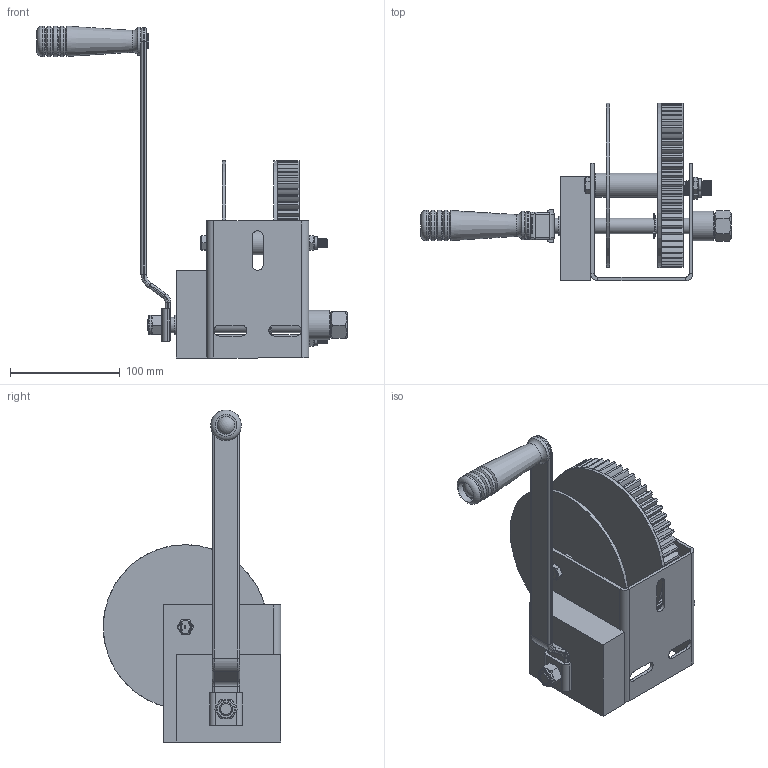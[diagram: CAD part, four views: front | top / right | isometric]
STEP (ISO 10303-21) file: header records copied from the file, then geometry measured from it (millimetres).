
FILE_DESCRIPTION(/* description */ ('GUINCHO'),/* implementation_level */ '2;1');
FILE_NAME(/* name */ 'Guincho Manual com freio.stp',/* time_stamp */ '2022-03-31T12:14:44-03:00',/* author */ ('Carretinha Imperial'),/* organization */ (''),/* preprocessor_version */ 'ST-DEVELOPER v17',/* originating_system */ 'Autodesk Inventor 2019',/* authorisation */ '');
FILE_SCHEMA (('AUTOMOTIVE_DESIGN { 1 0 10303 214 3 1 1 }'));
Length unit declared in the file: millimetre
Products named in the file (24): Guincho G2_F; manivela; eixo; Soudure; Pignon; Ensemble manivelle 260; Manivelle 130; Axe poignée; Poignée; Rondelle poignée; Plaque manivelle; Rondelle pignon; Segment d''arrêt radial; Coussinet; Ecrou H FR M12; Ecrou H FR M12_1; bague nylon M12; Corpo 02; DIN2448 - 26,9 x 2,9 - 20; ISO 4032 - M16; t01; Spur Gear2; DIN931M6S8C110; ISO 7042 - M8
Assembly tree (26 placements, depth 4):
  Guincho G2_F
    manivela
      eixo
      Soudure
      Pignon
      Ensemble manivelle 260
        Manivelle 130
        Axe poignée
        Poignée
        Rondelle poignée
        Plaque manivelle
        Rondelle pignon  x2
      Coussinet  x2
      Ecrou H FR M12
        Ecrou H FR M12_1
        bague nylon M12
    Corpo 02
    DIN2448 - 26,9 x 2,9 - 20
    ISO 4032 - M16
    t01
    Spur Gear2
    DIN931M6S8C110  x2
    ISO 7042 - M8  x2
  Segment d''arrêt radial
Bounding box: 282.9 x 162 x 302.88 mm (x, y, z)
Volume: 764385.5 mm3; surface area: 275961.9 mm2
Topology: 24 solids, 24 shells, 1413 faces, 3770 edges, 2474 vertices
Faces by surface type: plane 556, cylinder 458, bspline 308, cone 47, sphere 25, torus 19
Full cylindrical faces by diameter (mm): 6.647 x40, 8 x2, 9 x2, 10 x3, 10.25 x2, 11.6 x2, 11.63 x2, 12 x4, 13.835 x1, 14 x10, 15.5 x1, 16 x1, 16.5 x2, 17.8 x1, 18 x2, 20 x4, 21.1 x1, 22 x2, 26 x1, 26.9 x1, 28 x4, 100 x1, 150 x2
Entity records: 38570 total; most frequent: CARTESIAN_POINT 13215, ORIENTED_EDGE 5298, DIRECTION 4894, EDGE_CURVE 2649, AXIS2_PLACEMENT_3D 1808, VERTEX_POINT 1750, LINE 1278, VECTOR 1278
